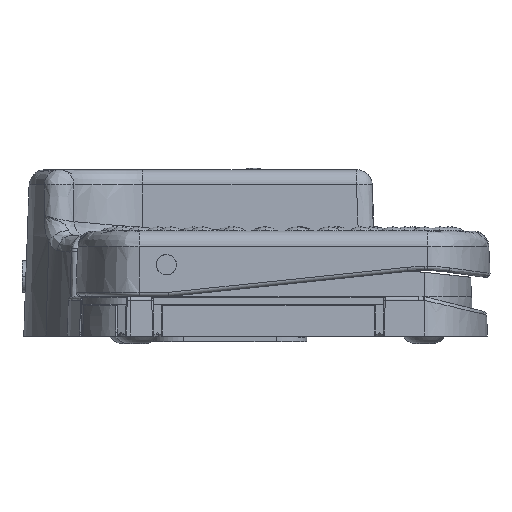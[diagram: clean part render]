
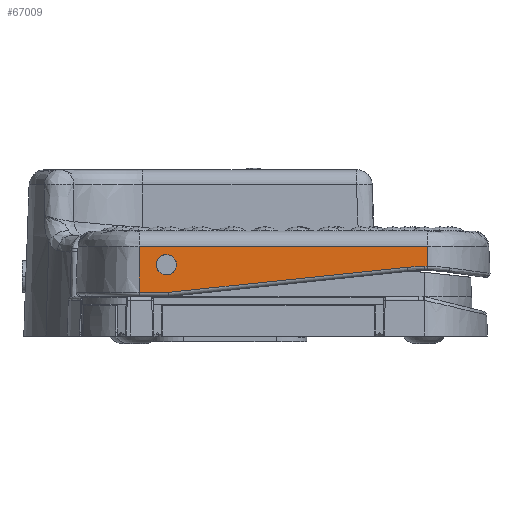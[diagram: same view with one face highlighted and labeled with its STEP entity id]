
A CAD part, left-side view. The second image highlights one B-rep face of the part: STEP entity #67009.
In plain terms, the highlighted planar face has unit normal (-0.999, 0, 0.035).
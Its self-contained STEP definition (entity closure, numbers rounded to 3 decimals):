
#62205 = ORIENTED_EDGE ( 'NONE', *, *, #66973, .T. ) ;
#65999 = EDGE_CURVE ( 'NONE', #66000, #66002, #189833, .T. ) ;
#66000 = VERTEX_POINT ( 'NONE', #189898 ) ;
#66002 = VERTEX_POINT ( 'NONE', #189885 ) ;
#66122 = EDGE_CURVE ( 'NONE', #66123, #66124, #190027, .T. ) ;
#66123 = VERTEX_POINT ( 'NONE', #190029 ) ;
#66124 = VERTEX_POINT ( 'NONE', #190028 ) ;
#66929 = EDGE_CURVE ( 'NONE', #66124, #66123, #191130, .T. ) ;
#66973 = EDGE_CURVE ( 'NONE', #67023, #66000, #191256, .T. ) ;
#66974 = ORIENTED_EDGE ( 'NONE', *, *, #65999, .T. ) ;
#66975 = ORIENTED_EDGE ( 'NONE', *, *, #66976, .F. ) ;
#66976 = EDGE_CURVE ( 'NONE', #66978, #66002, #191324, .T. ) ;
#66978 = VERTEX_POINT ( 'NONE', #191320 ) ;
#66981 = ORIENTED_EDGE ( 'NONE', *, *, #66982, .T. ) ;
#66982 = EDGE_CURVE ( 'NONE', #66978, #67002, #191319, .T. ) ;
#66984 = ORIENTED_EDGE ( 'NONE', *, *, #67000, .T. ) ;
#66985 = ORIENTED_EDGE ( 'NONE', *, *, #66986, .T. ) ;
#66986 = EDGE_CURVE ( 'NONE', #66998, #67022, #191315, .T. ) ;
#66998 = VERTEX_POINT ( 'NONE', #191348 ) ;
#67000 = EDGE_CURVE ( 'NONE', #67002, #66998, #191351, .T. ) ;
#67002 = VERTEX_POINT ( 'NONE', #191392 ) ;
#67009 = ADVANCED_FACE ( 'NONE', ( #191480, #191482 ), #191481, .T. ) ;
#67012 = EDGE_LOOP ( 'NONE', ( #67013, #67014 ) ) ;
#67013 = ORIENTED_EDGE ( 'NONE', *, *, #66929, .T. ) ;
#67014 = ORIENTED_EDGE ( 'NONE', *, *, #66122, .T. ) ;
#67016 = EDGE_LOOP ( 'NONE', ( #67019, #62205, #66974, #66975, #66981, #66984, #66985 ) ) ;
#67019 = ORIENTED_EDGE ( 'NONE', *, *, #67021, .T. ) ;
#67021 = EDGE_CURVE ( 'NONE', #67022, #67023, #191489, .T. ) ;
#67022 = VERTEX_POINT ( 'NONE', #191485 ) ;
#67023 = VERTEX_POINT ( 'NONE', #191484 ) ;
#189833 =( BOUNDED_CURVE ( )  B_SPLINE_CURVE ( 3, ( #189897, #189896, #189895, #189894 ),
 .UNSPECIFIED., .F., .T. ) 
 B_SPLINE_CURVE_WITH_KNOTS ( ( 4, 4 ),
 ( 0., 0.017 ),
 .UNSPECIFIED. ) 
 CURVE ( )  GEOMETRIC_REPRESENTATION_ITEM ( )  RATIONAL_B_SPLINE_CURVE ( ( 1., 1., 1., 1. ) ) 
 REPRESENTATION_ITEM ( '' )  );
#189885 = CARTESIAN_POINT ( 'NONE',  ( -37.985, -36.35, 7.587 ) ) ;
#189894 = CARTESIAN_POINT ( 'NONE',  ( -37.985, -36.35, 7.587 ) ) ;
#189895 = CARTESIAN_POINT ( 'NONE',  ( -37.985, -36.116, 7.591 ) ) ;
#189896 = CARTESIAN_POINT ( 'NONE',  ( -37.985, -35.881, 7.593 ) ) ;
#189897 = CARTESIAN_POINT ( 'NONE',  ( -37.985, -35.647, 7.593 ) ) ;
#189898 = CARTESIAN_POINT ( 'NONE',  ( -37.985, -35.647, 7.593 ) ) ;
#190027 =( BOUNDED_CURVE ( )  B_SPLINE_CURVE ( 3, ( #190073, #190072, #190071, #190070 ),
 .UNSPECIFIED., .F., .T. ) 
 B_SPLINE_CURVE_WITH_KNOTS ( ( 4, 4 ),
 ( 0., 3.142 ),
 .UNSPECIFIED. ) 
 CURVE ( )  GEOMETRIC_REPRESENTATION_ITEM ( )  RATIONAL_B_SPLINE_CURVE ( ( 1., 0.333, 0.333, 1. ) ) 
 REPRESENTATION_ITEM ( '' )  );
#190028 = CARTESIAN_POINT ( 'NONE',  ( -38.061, 29.5, 5.425 ) ) ;
#190029 = CARTESIAN_POINT ( 'NONE',  ( -37.881, 29.5, 10.575 ) ) ;
#190070 = CARTESIAN_POINT ( 'NONE',  ( -38.061, 29.5, 5.425 ) ) ;
#190071 = CARTESIAN_POINT ( 'NONE',  ( -38.061, 24.35, 5.425 ) ) ;
#190072 = CARTESIAN_POINT ( 'NONE',  ( -37.881, 24.35, 10.575 ) ) ;
#190073 = CARTESIAN_POINT ( 'NONE',  ( -37.881, 29.5, 10.575 ) ) ;
#191130 =( BOUNDED_CURVE ( )  B_SPLINE_CURVE ( 3, ( #191166, #191165, #191164, #191163 ),
 .UNSPECIFIED., .F., .F. ) 
 B_SPLINE_CURVE_WITH_KNOTS ( ( 4, 4 ),
 ( 3.142, 6.283 ),
 .UNSPECIFIED. ) 
 CURVE ( )  GEOMETRIC_REPRESENTATION_ITEM ( )  RATIONAL_B_SPLINE_CURVE ( ( 1., 0.333, 0.333, 1. ) ) 
 REPRESENTATION_ITEM ( '' )  );
#191163 = CARTESIAN_POINT ( 'NONE',  ( -37.881, 29.5, 10.575 ) ) ;
#191164 = CARTESIAN_POINT ( 'NONE',  ( -37.881, 34.65, 10.575 ) ) ;
#191165 = CARTESIAN_POINT ( 'NONE',  ( -38.061, 34.65, 5.425 ) ) ;
#191166 = CARTESIAN_POINT ( 'NONE',  ( -38.061, 29.5, 5.425 ) ) ;
#191252 = CARTESIAN_POINT ( 'NONE',  ( -37.985, -35.647, 7.593 ) ) ;
#191253 = CARTESIAN_POINT ( 'NONE',  ( -37.985, -34.215, 7.593 ) ) ;
#191254 = CARTESIAN_POINT ( 'NONE',  ( -37.987, -32.785, 7.519 ) ) ;
#191255 = CARTESIAN_POINT ( 'NONE',  ( -37.993, -31.361, 7.369 ) ) ;
#191256 =( BOUNDED_CURVE ( )  B_SPLINE_CURVE ( 3, ( #191255, #191254, #191253, #191252 ),
 .UNSPECIFIED., .F., .T. ) 
 B_SPLINE_CURVE_WITH_KNOTS ( ( 4, 4 ),
 ( 6.178, 6.283 ),
 .UNSPECIFIED. ) 
 CURVE ( )  GEOMETRIC_REPRESENTATION_ITEM ( )  RATIONAL_B_SPLINE_CURVE ( ( 1., 0.999, 0.999, 1. ) ) 
 REPRESENTATION_ITEM ( '' )  );
#191312 = DIRECTION ( 'NONE',  ( 0., -1., 0. ) ) ;
#191313 = VECTOR ( 'NONE', #191312, 1000. ) ;
#191314 = CARTESIAN_POINT ( 'NONE',  ( -38.214, 36.35, 1.035 ) ) ;
#191315 = LINE ( 'NONE', #191314, #191313 ) ;
#191316 = DIRECTION ( 'NONE',  ( 0., 1., 0. ) ) ;
#191317 = VECTOR ( 'NONE', #191316, 1000. ) ;
#191318 = CARTESIAN_POINT ( 'NONE',  ( -37.809, 36.35, 12.64 ) ) ;
#191319 = LINE ( 'NONE', #191318, #191317 ) ;
#191320 = CARTESIAN_POINT ( 'NONE',  ( -37.809, -36.35, 12.64 ) ) ;
#191321 = DIRECTION ( 'NONE',  ( -0.035, 0., -0.999 ) ) ;
#191322 = VECTOR ( 'NONE', #191321, 1000. ) ;
#191323 = CARTESIAN_POINT ( 'NONE',  ( -38.25, -36.35, 0. ) ) ;
#191324 = LINE ( 'NONE', #191323, #191322 ) ;
#191348 = CARTESIAN_POINT ( 'NONE',  ( -38.214, 36.35, 1.035 ) ) ;
#191349 = DIRECTION ( 'NONE',  ( -0.035, 0., -0.999 ) ) ;
#191350 = CARTESIAN_POINT ( 'NONE',  ( -38.25, 36.35, 0. ) ) ;
#191351 = LINE ( 'NONE', #191350, #191393 ) ;
#191392 = CARTESIAN_POINT ( 'NONE',  ( -37.809, 36.35, 12.64 ) ) ;
#191393 = VECTOR ( 'NONE', #191349, 1000. ) ;
#191480 = FACE_BOUND ( 'NONE', #67012, .T. ) ;
#191481 = PLANE ( 'NONE',  #191493 ) ;
#191482 = FACE_OUTER_BOUND ( 'NONE', #67016, .T. ) ;
#191484 = CARTESIAN_POINT ( 'NONE',  ( -37.993, -31.361, 7.369 ) ) ;
#191485 = CARTESIAN_POINT ( 'NONE',  ( -38.214, 28.902, 1.035 ) ) ;
#191486 = DIRECTION ( 'NONE',  ( 0.004, -0.995, 0.105 ) ) ;
#191487 = VECTOR ( 'NONE', #191486, 1000. ) ;
#191488 = CARTESIAN_POINT ( 'NONE',  ( -38.241, 36.376, 0.249 ) ) ;
#191489 = LINE ( 'NONE', #191488, #191487 ) ;
#191490 = DIRECTION ( 'NONE',  ( 0.035, 0., 0.999 ) ) ;
#191491 = DIRECTION ( 'NONE',  ( -0.999, 0., 0.035 ) ) ;
#191492 = CARTESIAN_POINT ( 'NONE',  ( -38.25, 36.35, 0. ) ) ;
#191493 = AXIS2_PLACEMENT_3D ( 'NONE', #191492, #191491, #191490 ) ;
